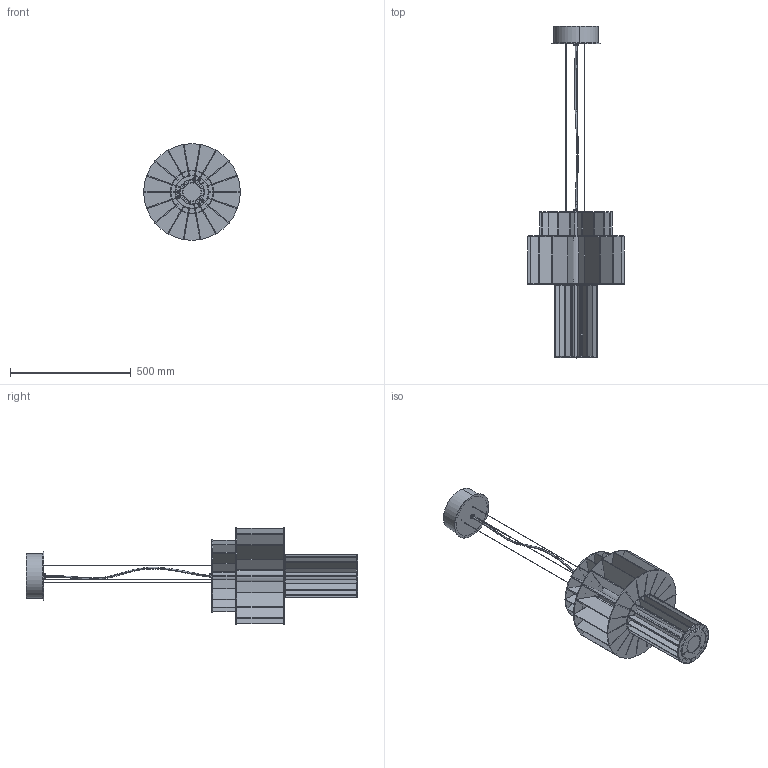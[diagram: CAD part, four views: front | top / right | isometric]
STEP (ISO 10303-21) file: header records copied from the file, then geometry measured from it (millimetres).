
FILE_DESCRIPTION (( 'STEP AP214' ), '1' );
FILE_NAME ('BABEL T PE.STEP', '2020-05-18T17:02:46', ( 'Josep Sancho' ), ( '' ), 'SwSTEP 2.0', 'SolidWorks 2013', '' );
FILE_SCHEMA (( 'AUTOMOTIVE_DESIGN' ));
Length unit declared in the file: millimetre
Products named in the file (35): 054101800000 - TAPËN GRAFILADO M13 100 DIAM.20X8MM T.10; 026705501000 - DISCO DIAM.300X3MM ALUMINIO MECANIZADO TIPO 1; 060702600000 - REPULSADO DIAM.185X72MM T.13,25MM 3XT.3; PANTALLA DIAM.180X300MM; GRUPO ELECTRICO BABEL 60 LUZ DIFUSA+LUZ DIRECTA; 053700700006 - FIELTRO DIAM.175MM NEGRO; 054101900000 - TAPËN PLASTICO DIAM.7X5MM BLANCO; 012601100006 - SUJETACABLE ELECTRICO 18X23 MACHO M13 NYLON NEG; 026705900125 - DISCO TAPA DIAM.100X3MM COLISO VENT. PINT.BLANCO; 021605200000 - TORNILLO DIN7991 M5x12 INOX; 053100700000 - TAPA INFERIOR ALUMINIO CUERPO LED DIAM.140X15MM; 067603400140 - DIFUS PMMA DIAM.78X3MM HIELO 1 CARA MATE; PANTALLA DIAM.400X200MM; 056500600000 - PLETINA ALUMINIO 39X297,5X3MM; 067603300148 - DIFUS PMMA LED DIAM.100X597MM PLEXIGLAS; 054101900000 - TAPËN PLASTICO DIAM.7X5MM NEGRO; 017600100000 - CABLE ACERO INOX DIAM.1,25 X 5M CON TOPE_3; 063600600000 - SEPARADOR ALUMINIO DIAM.8X293MM 2XM5; 017600100000 - CABLE ACERO INOX DIAM.1,25 X 5M CON TOPE; 056501200000 - PLETINA ALUMINIO 124X197,5X3MM; 056500500000 - PLETINA ALUMINIO 28,5X297,5X3MM; 017600100000 - CABLE ACERO INOX DIAM.1,25 X 5M CON TOPE_2; 026706100000 - DISCO TAPA ALUMINIO COLISO VENT. DIAM.130X3MM; 063600500000 - SEPARADOR ALUMINIO DIA.8X193MM 2XM5; 026705401000 - DISCO DIAM.180X3MM ALUMINIO MECANIZADO; CABLE MANGUERA 0,75M CURVO; 056501100000 - PLETINA ALUMINIO 114,5X197,5X3MM; PANTALLA DIAM.300X100MM; BABEL T PE; 056500800000 - PLETINA ALUMINIO 99X97,5X3MM; 026705601000 - DISCO DIAM.400X3MM ALUMINIO MECANIZADO; FLORON BABEL 600 DIMM; 063600400000 - SEPARADOR ALUMINIO DIAM.8X93MM 2XM5; 026707400000 - DISCO DIAM.200X2MM 2XM4 3XT.3; 056500700000 - PLETINA ALUMINIO 88,5X97,5X3MM
Assembly tree (144 placements, depth 3):
  BABEL T PE
    PANTALLA DIAM.180X300MM
      026705401000 - DISCO DIAM.180X3MM ALUMINIO MECANIZADO  x2
      056500500000 - PLETINA ALUMINIO 28,5X297,5X3MM  x3
      063600600000 - SEPARADOR ALUMINIO DIAM.8X293MM 2XM5  x3
      056500600000 - PLETINA ALUMINIO 39X297,5X3MM  x15
      021605200000 - TORNILLO DIN7991 M5x12 INOX  x6
      054101900000 - TAPËN PLASTICO DIAM.7X5MM BLANCO  x3
      053700700006 - FIELTRO DIAM.175MM NEGRO
    PANTALLA DIAM.300X100MM
      026705501000 - DISCO DIAM.300X3MM ALUMINIO MECANIZADO TIPO 1  x2
      056500700000 - PLETINA ALUMINIO 88,5X97,5X3MM  x6
      063600400000 - SEPARADOR ALUMINIO DIAM.8X93MM 2XM5  x6
      056500800000 - PLETINA ALUMINIO 99X97,5X3MM  x12
      021605200000 - TORNILLO DIN7991 M5x12 INOX  x12
      054101900000 - TAPËN PLASTICO DIAM.7X5MM BLANCO  x3
      053700700006 - FIELTRO DIAM.175MM NEGRO
    CABLE MANGUERA 0,75M CURVO
    026706100000 - DISCO TAPA ALUMINIO COLISO VENT. DIAM.130X3MM
    017600100000 - CABLE ACERO INOX DIAM.1,25 X 5M CON TOPE_2
    017600100000 - CABLE ACERO INOX DIAM.1,25 X 5M CON TOPE
    017600100000 - CABLE ACERO INOX DIAM.1,25 X 5M CON TOPE_3
    021605200000 - TORNILLO DIN7991 M5x12 INOX  x3
    GRUPO ELECTRICO BABEL 60 LUZ DIFUSA+LUZ DIRECTA
      067603300148 - DIFUS PMMA LED DIAM.100X597MM PLEXIGLAS
      067603400140 - DIFUS PMMA DIAM.78X3MM HIELO 1 CARA MATE
      053100700000 - TAPA INFERIOR ALUMINIO CUERPO LED DIAM.140X15MM
      026705900125 - DISCO TAPA DIAM.100X3MM COLISO VENT. PINT.BLANCO
      054101900000 - TAPËN PLASTICO DIAM.7X5MM BLANCO  x3
      021605200000 - TORNILLO DIN7991 M5x12 INOX  x3
      012601100006 - SUJETACABLE ELECTRICO 18X23 MACHO M13 NYLON NEG
    FLORON BABEL 600 DIMM
      060702600000 - REPULSADO DIAM.185X72MM T.13,25MM 3XT.3
      054101800000 - TAPËN GRAFILADO M13 100 DIAM.20X8MM T.10
      026707400000 - DISCO DIAM.200X2MM 2XM4 3XT.3
    PANTALLA DIAM.400X200MM
      026705601000 - DISCO DIAM.400X3MM ALUMINIO MECANIZADO  x2
      056501100000 - PLETINA ALUMINIO 114,5X197,5X3MM  x6
      063600500000 - SEPARADOR ALUMINIO DIA.8X193MM 2XM5  x6
      056501200000 - PLETINA ALUMINIO 124X197,5X3MM  x12
      021605200000 - TORNILLO DIN7991 M5x12 INOX  x12
      054101900000 - TAPËN PLASTICO DIAM.7X5MM NEGRO  x3
      053700700006 - FIELTRO DIAM.175MM NEGRO
Bounding box: 400.11 x 1372.96 x 400 mm (x, y, z)
Volume: 4475012.3 mm3; surface area: 3367440.1 mm2
Topology: 139 solids, 139 shells, 3119 faces, 7438 edges, 4761 vertices
Faces by surface type: plane 1758, cylinder 942, cone 413, bspline 6
Entity records: 47546 total; most frequent: CARTESIAN_POINT 6747, DIRECTION 6110, ORIENTED_EDGE 5260, EDGE_CURVE 2630, AXIS2_PLACEMENT_3D 2264, VERTEX_POINT 1725, VECTOR 1582, LINE 1582
